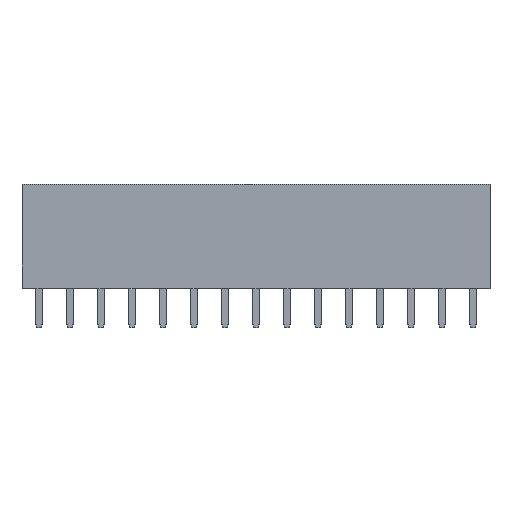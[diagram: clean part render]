
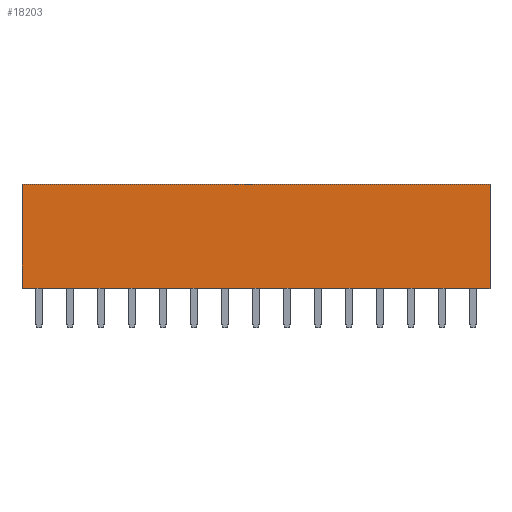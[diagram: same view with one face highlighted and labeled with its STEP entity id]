
A CAD part, top view. The second image highlights one B-rep face of the part: STEP entity #18203.
In plain terms, the highlighted planar face has unit normal (0, 0, 1).
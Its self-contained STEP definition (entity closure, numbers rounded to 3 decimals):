
#276 = EDGE_LOOP ( 'NONE', ( #6037, #5670, #10826, #5536 ) ) ;
#417 = VECTOR ( 'NONE', #8624, 1000. ) ;
#1501 = DIRECTION ( 'NONE',  ( 1., 0., 0. ) ) ;
#3181 = AXIS2_PLACEMENT_3D ( 'NONE', #7847, #19024, #1501 ) ;
#3615 = CARTESIAN_POINT ( 'NONE',  ( 19.175, 8.5, 1.25 ) ) ;
#4147 = DIRECTION ( 'NONE',  ( 0., 1., 0. ) ) ;
#4441 = VERTEX_POINT ( 'NONE', #12427 ) ;
#4611 = CARTESIAN_POINT ( 'NONE',  ( -19.175, 8.5, 1.25 ) ) ;
#4942 = CARTESIAN_POINT ( 'NONE',  ( 19.175, 0., 1.25 ) ) ;
#5536 = ORIENTED_EDGE ( 'NONE', *, *, #8710, .T. ) ;
#5670 = ORIENTED_EDGE ( 'NONE', *, *, #10830, .F. ) ;
#5852 = VECTOR ( 'NONE', #4147, 1000. ) ;
#6037 = ORIENTED_EDGE ( 'NONE', *, *, #7519, .F. ) ;
#7519 = EDGE_CURVE ( 'E14269', #4441, #7581, #11130, .T. ) ;
#7581 = VERTEX_POINT ( 'NONE', #4611 ) ;
#7629 = LINE ( 'NONE', #8762, #417 ) ;
#7753 = LINE ( 'NONE', #3615, #12525 ) ;
#7847 = CARTESIAN_POINT ( 'NONE',  ( 19.175, 0., 1.25 ) ) ;
#8624 = DIRECTION ( 'NONE',  ( -1., 0., 0. ) ) ;
#8710 = EDGE_CURVE ( 'E14073', #10175, #7581, #7753, .T. ) ;
#8762 = CARTESIAN_POINT ( 'NONE',  ( 19.175, 0., 1.25 ) ) ;
#9012 = FACE_OUTER_BOUND ( 'NONE', #276, .T. ) ;
#9670 = CARTESIAN_POINT ( 'NONE',  ( 19.175, 8.5, 1.25 ) ) ;
#10175 = VERTEX_POINT ( 'NONE', #9670 ) ;
#10826 = ORIENTED_EDGE ( 'NONE', *, *, #14341, .T. ) ;
#10830 = EDGE_CURVE ( 'E280', #11337, #4441, #7629, .T. ) ;
#11130 = LINE ( 'NONE', #12065, #5852 ) ;
#11337 = VERTEX_POINT ( 'NONE', #18038 ) ;
#12065 = CARTESIAN_POINT ( 'NONE',  ( -19.175, 0., 1.25 ) ) ;
#12427 = CARTESIAN_POINT ( 'NONE',  ( -19.175, 0., 1.25 ) ) ;
#12525 = VECTOR ( 'NONE', #16384, 1000. ) ;
#12762 = PLANE ( 'NONE',  #3181 ) ;
#14341 = EDGE_CURVE ( 'E14279', #11337, #10175, #15343, .T. ) ;
#15343 = LINE ( 'NONE', #4942, #20072 ) ;
#16144 = DIRECTION ( 'NONE',  ( 0., 1., 0. ) ) ;
#16384 = DIRECTION ( 'NONE',  ( -1., 0., 0. ) ) ;
#18038 = CARTESIAN_POINT ( 'NONE',  ( 19.175, 0., 1.25 ) ) ;
#18203 = ADVANCED_FACE ( 'E14268', ( #9012 ), #12762, .T. ) ;
#19024 = DIRECTION ( 'NONE',  ( 0., 0., 1. ) ) ;
#20072 = VECTOR ( 'NONE', #16144, 1000. ) ;
